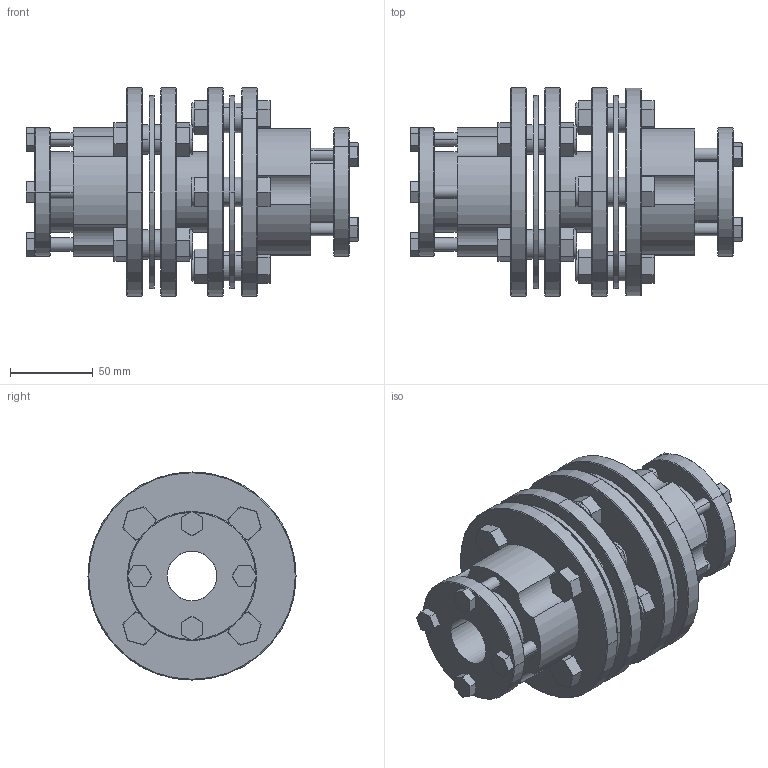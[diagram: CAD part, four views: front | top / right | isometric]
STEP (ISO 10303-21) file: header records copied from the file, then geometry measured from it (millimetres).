
FILE_DESCRIPTION (( 'STEP AP203' ), '1' );
FILE_NAME ('CL9-126_Double.step', '2011-08-10T07:34:22', ( '' ), ( '' ), 'SwSTEP 2.0', 'SolidWorks 2010', '' );
FILE_SCHEMA (( 'CONFIG_CONTROL_DESIGN' ));
Length unit declared in the file: millimetre
Products named in the file (1): CL9-126_Double
Bounding box: 201 x 126 x 126 mm (x, y, z)
Volume: 954575.3 mm3; surface area: 211533.6 mm2
Topology: 1 solids, 1 shells, 648 faces, 1638 edges, 928 vertices
Faces by surface type: plane 242, cylinder 214, bspline 96, torus 72, cone 24
Entity records: 27243 total; most frequent: CARTESIAN_POINT 12527, ORIENTED_EDGE 3084, DIRECTION 2976, EDGE_CURVE 1542, AXIS2_PLACEMENT_3D 1073, VERTEX_POINT 928, VECTOR 830, LINE 830
